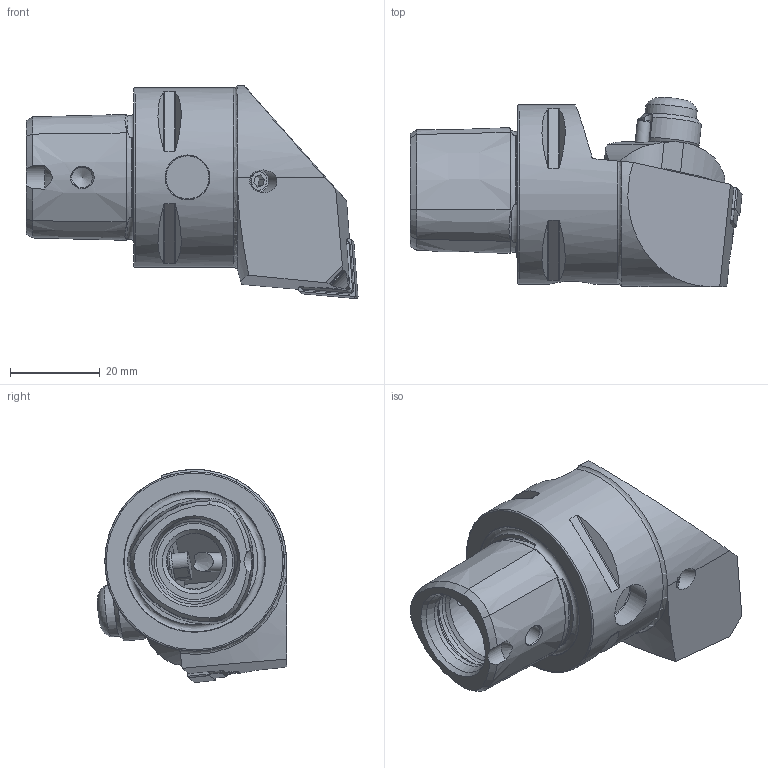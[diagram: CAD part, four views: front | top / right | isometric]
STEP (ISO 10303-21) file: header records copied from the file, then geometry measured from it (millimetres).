
FILE_DESCRIPTION (( 'STEP AP214' ), '1' );
FILE_NAME ('S4-.CD.RLA.050-HPS.STEP', '2025-06-05T11:42:25', ( '' ), ( '' ), 'SwSTEP 2.0', 'SolidWorks 2022', '' );
FILE_SCHEMA (( 'AUTOMOTIVE_DESIGN' ));
Length unit declared in the file: millimetre
Products named in the file (12): ISO 4026 - M5 x 5; WCC-ER5.102.005_A; S4-.CD.RLA.050-HPS; WCC-ER5.103.012_A; PS4-KCD.RLA.050-HPS_B; CNMG120404; WCD-ER2.101.003_A; WCC-ER3.102.024_C; ISO 13337 - 3 x 12_PreviewCfg; WCC-ER2.001.010_A; ISO 4026 - M4 x 4; WCC-ER4.103.032_B
Assembly tree (11 placements, depth 2):
  S4-.CD.RLA.050-HPS
    PS4-KCD.RLA.050-HPS_B
    ISO 13337 - 3 x 12_PreviewCfg
    WCC-ER3.102.024_C
    WCC-ER4.103.032_B
    WCC-ER5.102.005_A
    WCC-ER5.103.012_A
    WCD-ER2.101.003_A
    CNMG120404
    WCC-ER2.001.010_A
    ISO 4026 - M4 x 4
    ISO 4026 - M5 x 5
Bounding box: 74 x 42.15 x 47.49 mm (x, y, z)
Volume: 52630.3 mm3; surface area: 17897.6 mm2
Topology: 11 solids, 11 shells, 333 faces, 832 edges, 520 vertices
Faces by surface type: plane 118, cylinder 92, cone 81, torus 30, bspline 12
Full cylindrical faces by diameter (mm): 1.2 x4, 2 x3, 3 x2, 3.3 x3, 4 x2, 4.2 x3, 4.6 x2, 5 x3, 5.16 x1, 6 x1, 6.2 x4, 6.55 x1, 6.8 x1, 7 x3, 8.5 x1, 10 x1, 11.5 x1, 12.5 x1, 18 x2, 20 x1, 40 x1
Entity records: 11444 total; most frequent: CARTESIAN_POINT 3794, DIRECTION 1395, ORIENTED_EDGE 1392, EDGE_CURVE 696, AXIS2_PLACEMENT_3D 563, VERTEX_POINT 481, EDGE_LOOP 455, FACE_OUTER_BOUND 385
